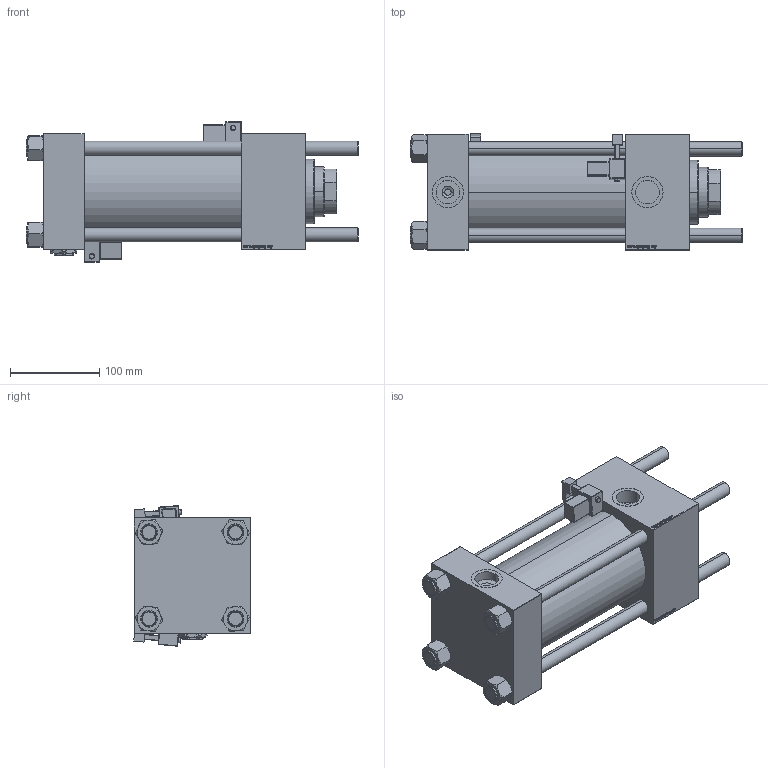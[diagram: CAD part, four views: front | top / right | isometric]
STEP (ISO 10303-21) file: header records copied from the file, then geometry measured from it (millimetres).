
FILE_DESCRIPTION (( 'STEP AP203' ), '1' );
FILE_NAME ('98c6.STEP', '2022-04-15T21:49:17', ( '' ), ( '' ), 'SwSTEP 2.0', 'SolidWorks 2019', '' );
FILE_SCHEMA (( 'CONFIG_CONTROL_DESIGN' ));
Length unit declared in the file: millimetre
Products named in the file (8): V215CR_B_TYCINKA 11d17facad51b50f2492a7bfb63c6dcc; V215CR_B-1 11d17facad51b50f2492a7bfb63c6dcc; V215_VC_A 11d17facad51b50f2492a7bfb63c6dcc; Zatka_pro_OIL_PORT 11d17facad51b50f2492a7bfb63c6dcc; 98c6; V215CR_VCP_B 11d17facad51b50f2492a7bfb63c6dcc; V215CR_MSU 11d17facad51b50f2492a7bfb63c6dcc; NUT_M5_B 11d17facad51b50f2492a7bfb63c6dcc
Assembly tree (14 placements, depth 2):
  98c6
    V215CR_B-1 11d17facad51b50f2492a7bfb63c6dcc
    V215CR_VCP_B 11d17facad51b50f2492a7bfb63c6dcc
    NUT_M5_B 11d17facad51b50f2492a7bfb63c6dcc  x4
    V215CR_B_TYCINKA 11d17facad51b50f2492a7bfb63c6dcc  x4
    V215_VC_A 11d17facad51b50f2492a7bfb63c6dcc
    V215CR_MSU 11d17facad51b50f2492a7bfb63c6dcc  x2
    Zatka_pro_OIL_PORT 11d17facad51b50f2492a7bfb63c6dcc
Bounding box: 372 x 130.63 x 157.52 mm (x, y, z)
Volume: 3037679.4 mm3; surface area: 484372.5 mm2
Topology: 14 solids, 14 shells, 1418 faces, 3581 edges, 2287 vertices
Faces by surface type: plane 564, bspline 504, cone 158, cylinder 148, sphere 24, torus 20
Entity records: 61396 total; most frequent: CARTESIAN_POINT 35032, ORIENTED_EDGE 6044, DIRECTION 3646, EDGE_CURVE 3022, VERTEX_POINT 1969, LINE 1604, VECTOR 1604, EDGE_LOOP 1319
